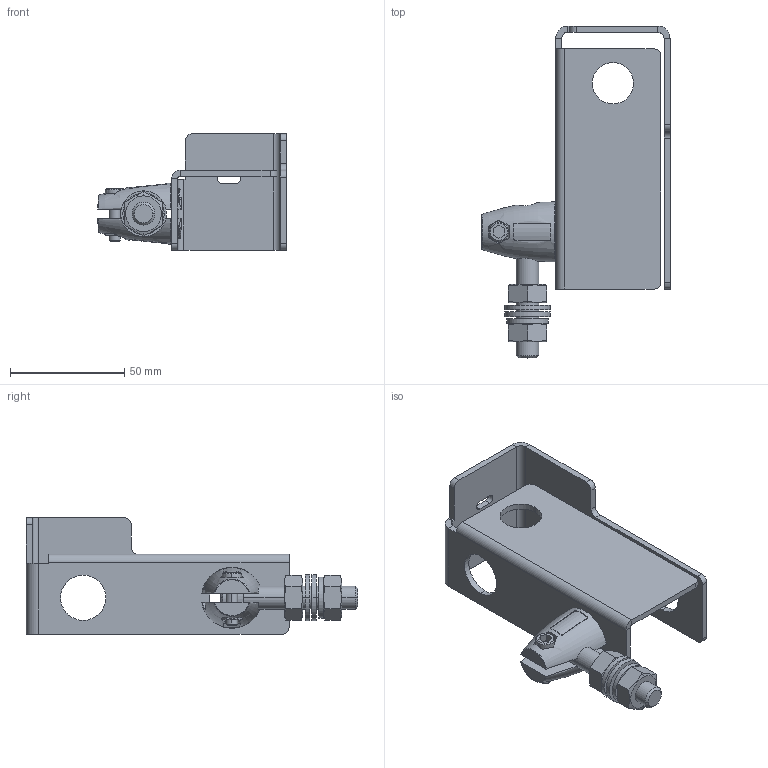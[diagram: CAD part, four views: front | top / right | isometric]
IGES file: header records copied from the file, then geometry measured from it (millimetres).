
Start section:  PTC IGES file: 156737.igs
Global section: file name: 156737.igs; native system: Pro/ENGINEER by Parametric Technology Corporation; preprocessor: 2009141; author: banengservice; organization: Unknown; date: 20111006.102959; units: inch
Bounding box: 82.31 x 145.14 x 51 mm (x, y, z)
Volume: 55565.9 mm3; surface area: 40288.6 mm2
Topology: 3 solids, 3 shells, 485 faces, 1312 edges, 856 vertices
Faces by surface type: bspline 379, revolution 106
